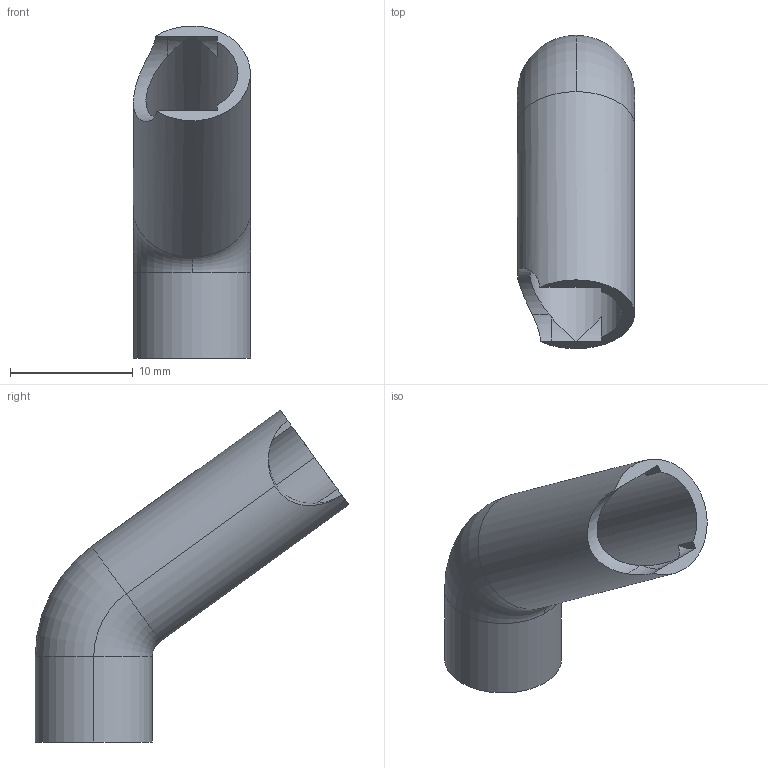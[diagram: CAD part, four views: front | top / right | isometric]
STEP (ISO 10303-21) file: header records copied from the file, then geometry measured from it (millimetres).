
FILE_DESCRIPTION(('produced by SPATIAL CORP'),'2;1');
FILE_NAME('return-3.prt.hh.sat.stp' ,'2002-04-19T13:37:31+00:00',('SPATIAL CORP'),('SPATIAL CORP'), 'ACIS STEP Husk','http://www.spatial.com','SPATIAL CORP');
FILE_SCHEMA(('CONFIG_CONTROL_DESIGN'));
Length unit declared in the file: millimetre
Products named in the file (1): PRODUCT_ID_1
Bounding box: 9.53 x 25.51 x 27.01 mm (x, y, z)
Volume: 837.1 mm3; surface area: 1711.3 mm2
Topology: 1 solids, 1 shells, 26 faces, 65 edges, 40 vertices
Faces by surface type: cylinder 12, torus 10, plane 4
Entity records: 854 total; most frequent: CARTESIAN_POINT 174, ORIENTED_EDGE 130, DIRECTION 124, EDGE_CURVE 65, AXIS2_PLACEMENT_3D 54, VERTEX_POINT 40, CIRCLE 29, EDGE_LOOP 27
